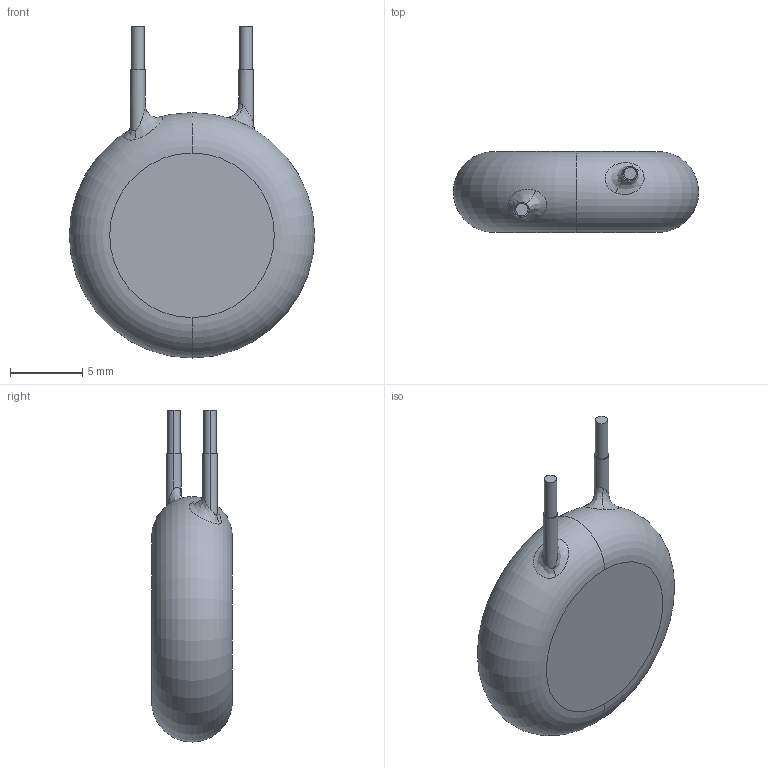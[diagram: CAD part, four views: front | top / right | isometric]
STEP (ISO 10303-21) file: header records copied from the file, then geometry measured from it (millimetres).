
FILE_DESCRIPTION (( 'STEP AP214' ), '1' );
FILE_NAME ('3A5F82D5-6A9E-41E3-90AF-C859056E0FFC.STEP', '2024-05-06T06:47:18', ( '' ), ( '' ), 'SwSTEP 2.0', 'SolidWorks 2022', '' );
FILE_SCHEMA (( 'AUTOMOTIVE_DESIGN' ));
Length unit declared in the file: millimetre
Products named in the file (1): 3A5F82D5-6A9E-41E3-90AF-C859056E0FFC
Bounding box: 17 x 5.6 x 23 mm (x, y, z)
Volume: 1116.2 mm3; surface area: 658.9 mm2
Topology: 1 solids, 1 shells, 20 faces, 42 edges, 28 vertices
Faces by surface type: cylinder 8, plane 6, bspline 4, torus 2
Entity records: 1104 total; most frequent: CARTESIAN_POINT 587, DIRECTION 86, ORIENTED_EDGE 84, EDGE_CURVE 42, AXIS2_PLACEMENT_3D 39, VERTEX_POINT 28, EDGE_LOOP 24, CIRCLE 22
